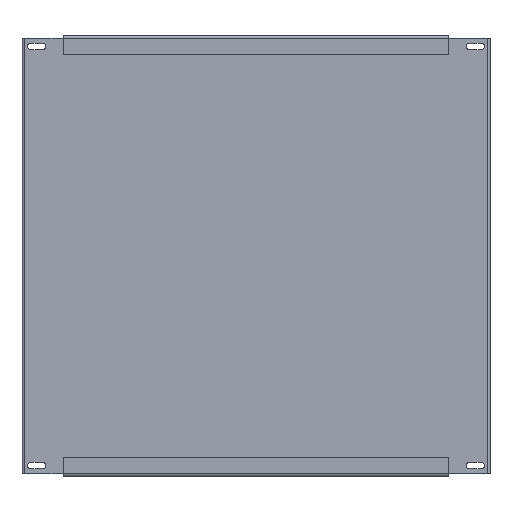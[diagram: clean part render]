
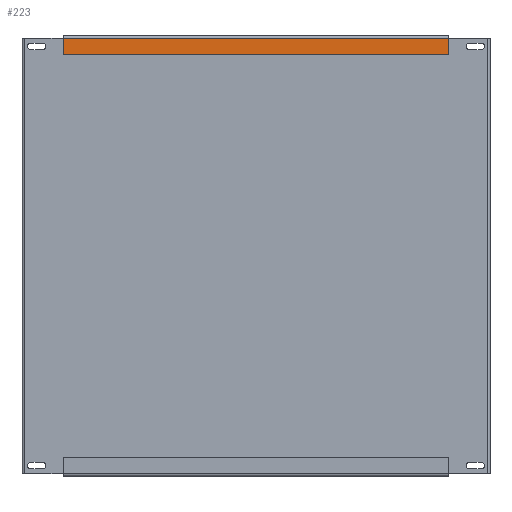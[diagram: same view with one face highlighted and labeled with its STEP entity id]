
A CAD part, top view. The second image highlights one B-rep face of the part: STEP entity #223.
In plain terms, the highlighted planar face has unit normal (0, 0, 1).
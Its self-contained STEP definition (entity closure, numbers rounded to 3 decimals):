
#29 = DIRECTION ( 'NONE',  ( -1., 0., 0. ) ) ;
#116 = PLANE ( 'NONE',  #407 ) ;
#146 = CARTESIAN_POINT ( 'NONE',  ( 0., 475., 18.5 ) ) ;
#202 = ORIENTED_EDGE ( 'NONE', *, *, #1463, .F. ) ;
#206 = VERTEX_POINT ( 'NONE', #950 ) ;
#223 = ADVANCED_FACE ( 'NONE', ( #1129 ), #116, .T. ) ;
#227 = DIRECTION ( 'NONE',  ( 0., 1., 0. ) ) ;
#390 = LINE ( 'NONE', #1756, #1841 ) ;
#407 = AXIS2_PLACEMENT_3D ( 'NONE', #1657, #493, #1677 ) ;
#473 = DIRECTION ( 'NONE',  ( -1., 0., 0. ) ) ;
#493 = DIRECTION ( 'NONE',  ( 0., 0., 1. ) ) ;
#546 = ORIENTED_EDGE ( 'NONE', *, *, #2074, .F. ) ;
#651 = VERTEX_POINT ( 'NONE', #1124 ) ;
#654 = CARTESIAN_POINT ( 'NONE',  ( 465., 457.5, 18.5 ) ) ;
#715 = VERTEX_POINT ( 'NONE', #784 ) ;
#784 = CARTESIAN_POINT ( 'NONE',  ( 45., 457.5, 18.5 ) ) ;
#809 = VECTOR ( 'NONE', #1490, 1000. ) ;
#822 = LINE ( 'NONE', #654, #809 ) ;
#879 = CARTESIAN_POINT ( 'NONE',  ( 45., 457.5, 18.5 ) ) ;
#950 = CARTESIAN_POINT ( 'NONE',  ( 465., 457.5, 18.5 ) ) ;
#1124 = CARTESIAN_POINT ( 'NONE',  ( 465., 475., 18.5 ) ) ;
#1129 = FACE_OUTER_BOUND ( 'NONE', #1578, .T. ) ;
#1365 = EDGE_CURVE ( 'NONE', #651, #1970, #1716, .T. ) ;
#1369 = VECTOR ( 'NONE', #29, 1000. ) ;
#1463 = EDGE_CURVE ( 'NONE', #206, #715, #2089, .T. ) ;
#1490 = DIRECTION ( 'NONE',  ( 0., -1., 0. ) ) ;
#1493 = VECTOR ( 'NONE', #473, 1000. ) ;
#1565 = EDGE_CURVE ( 'NONE', #715, #1970, #390, .T. ) ;
#1578 = EDGE_LOOP ( 'NONE', ( #546, #2110, #1898, #202 ) ) ;
#1657 = CARTESIAN_POINT ( 'NONE',  ( 0., 0., 18.5 ) ) ;
#1677 = DIRECTION ( 'NONE',  ( 0., -1., 0. ) ) ;
#1716 = LINE ( 'NONE', #146, #1493 ) ;
#1756 = CARTESIAN_POINT ( 'NONE',  ( 45., 476., 18.5 ) ) ;
#1841 = VECTOR ( 'NONE', #227, 1000. ) ;
#1898 = ORIENTED_EDGE ( 'NONE', *, *, #1565, .F. ) ;
#1939 = CARTESIAN_POINT ( 'NONE',  ( 45., 475., 18.5 ) ) ;
#1970 = VERTEX_POINT ( 'NONE', #1939 ) ;
#2074 = EDGE_CURVE ( 'NONE', #651, #206, #822, .T. ) ;
#2089 = LINE ( 'NONE', #879, #1369 ) ;
#2110 = ORIENTED_EDGE ( 'NONE', *, *, #1365, .T. ) ;
